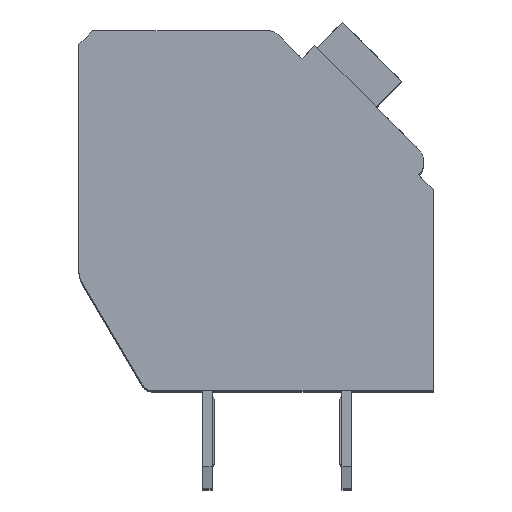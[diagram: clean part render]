
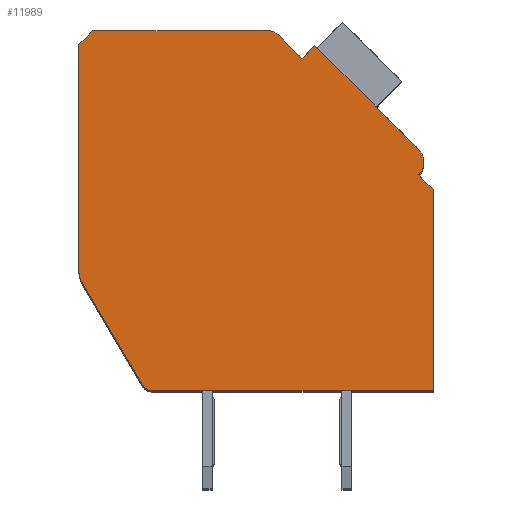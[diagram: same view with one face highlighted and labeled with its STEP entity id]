
A CAD part, top view. The second image highlights one B-rep face of the part: STEP entity #11989.
In plain terms, the highlighted planar face has unit normal (0, 0, 1).
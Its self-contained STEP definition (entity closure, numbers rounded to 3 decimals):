
#294=DIRECTION('',(0.,-1.,0.));
#295=VECTOR('',#294,8.053);
#296=CARTESIAN_POINT('',(-12.7,12.4,2.1));
#297=LINE('',#296,#295);
#298=DIRECTION('',(-0.707,-0.707,0.));
#299=VECTOR('',#298,0.707);
#300=CARTESIAN_POINT('',(-12.2,12.9,2.1));
#301=LINE('',#300,#299);
#302=DIRECTION('',(-1.,0.,0.));
#303=VECTOR('',#302,6.298);
#304=CARTESIAN_POINT('',(-5.902,12.9,2.1));
#305=LINE('',#304,#303);
#306=CARTESIAN_POINT('',(-5.902,12.4,2.1));
#307=DIRECTION('',(0.,0.,1.));
#308=DIRECTION('',(0.707,0.707,0.));
#309=AXIS2_PLACEMENT_3D('',#306,#307,#308);
#311=DIRECTION('',(-0.707,0.707,0.));
#312=VECTOR('',#311,1.197);
#313=CARTESIAN_POINT('',(-4.702,11.907,2.1));
#314=LINE('',#313,#312);
#315=DIRECTION('',(-0.707,-0.707,0.));
#316=VECTOR('',#315,0.65);
#317=CARTESIAN_POINT('',(-4.243,12.367,2.1));
#318=LINE('',#317,#316);
#319=DIRECTION('',(-0.707,0.707,0.));
#320=VECTOR('',#319,5.25);
#321=CARTESIAN_POINT('',(-0.53,8.655,2.1));
#322=LINE('',#321,#320);
#323=CARTESIAN_POINT('',(-0.99,8.195,2.1));
#324=DIRECTION('',(0.,0.,1.));
#325=DIRECTION('',(0.707,-0.707,0.));
#326=AXIS2_PLACEMENT_3D('',#323,#324,#325);
#328=DIRECTION('',(-0.707,0.707,0.));
#329=VECTOR('',#328,0.75);
#330=CARTESIAN_POINT('',(0.,7.205,2.1));
#331=LINE('',#330,#329);
#332=DIRECTION('',(0.,1.,0.));
#333=VECTOR('',#332,7.205);
#334=CARTESIAN_POINT('',(0.,0.,2.1));
#335=LINE('',#334,#333);
#336=DIRECTION('',(1.,0.,0.));
#337=VECTOR('',#336,10.014);
#338=CARTESIAN_POINT('',(-10.014,0.,2.1));
#339=LINE('',#338,#337);
#340=CARTESIAN_POINT('',(-10.014,0.5,2.1));
#341=DIRECTION('',(0.,0.,1.));
#342=DIRECTION('',(-0.862,-0.508,0.));
#343=AXIS2_PLACEMENT_3D('',#340,#341,#342);
#345=DIRECTION('',(0.508,-0.862,0.));
#346=VECTOR('',#345,4.17);
#347=CARTESIAN_POINT('',(-12.562,3.839,2.1));
#348=LINE('',#347,#346);
#349=CARTESIAN_POINT('',(-11.7,4.347,2.1));
#350=DIRECTION('',(0.,0.,1.));
#351=DIRECTION('',(-1.,0.,0.));
#352=AXIS2_PLACEMENT_3D('',#349,#350,#351);
#8974=CARTESIAN_POINT('',(-12.7,12.4,2.1));
#8975=CARTESIAN_POINT('',(-12.7,4.347,2.1));
#8976=VERTEX_POINT('',#8974);
#8977=VERTEX_POINT('',#8975);
#8978=CARTESIAN_POINT('',(-12.562,3.839,2.1));
#8979=VERTEX_POINT('',#8978);
#8980=CARTESIAN_POINT('',(-10.445,0.246,2.1));
#8981=VERTEX_POINT('',#8980);
#8982=CARTESIAN_POINT('',(-10.014,0.,2.1));
#8983=VERTEX_POINT('',#8982);
#8984=CARTESIAN_POINT('',(0.,0.,2.1));
#8985=VERTEX_POINT('',#8984);
#8986=CARTESIAN_POINT('',(0.,7.205,2.1));
#8987=VERTEX_POINT('',#8986);
#8988=CARTESIAN_POINT('',(-0.53,7.735,2.1));
#8989=VERTEX_POINT('',#8988);
#8990=CARTESIAN_POINT('',(-0.53,8.655,2.1));
#8991=VERTEX_POINT('',#8990);
#8992=CARTESIAN_POINT('',(-4.243,12.367,2.1));
#8993=VERTEX_POINT('',#8992);
#8994=CARTESIAN_POINT('',(-4.702,11.907,2.1));
#8995=VERTEX_POINT('',#8994);
#8996=CARTESIAN_POINT('',(-5.548,12.754,2.1));
#8997=VERTEX_POINT('',#8996);
#8998=CARTESIAN_POINT('',(-5.902,12.9,2.1));
#8999=VERTEX_POINT('',#8998);
#9000=CARTESIAN_POINT('',(-12.2,12.9,2.1));
#9001=VERTEX_POINT('',#9000);
#11956=CARTESIAN_POINT('',(0.,0.,2.1));
#11957=DIRECTION('',(0.,0.,1.));
#11958=DIRECTION('',(1.,0.,0.));
#11959=AXIS2_PLACEMENT_3D('',#11956,#11957,#11958);
#11960=PLANE('',#11959);
#11961=ORIENTED_EDGE('',*,*,#11709,.F.);
#11963=ORIENTED_EDGE('',*,*,#11962,.F.);
#11965=ORIENTED_EDGE('',*,*,#11964,.F.);
#11967=ORIENTED_EDGE('',*,*,#11966,.F.);
#11969=ORIENTED_EDGE('',*,*,#11968,.F.);
#11971=ORIENTED_EDGE('',*,*,#11970,.F.);
#11973=ORIENTED_EDGE('',*,*,#11972,.F.);
#11975=ORIENTED_EDGE('',*,*,#11974,.F.);
#11977=ORIENTED_EDGE('',*,*,#11976,.F.);
#11979=ORIENTED_EDGE('',*,*,#11978,.F.);
#11981=ORIENTED_EDGE('',*,*,#11980,.F.);
#11983=ORIENTED_EDGE('',*,*,#11982,.F.);
#11985=ORIENTED_EDGE('',*,*,#11984,.F.);
#11986=ORIENTED_EDGE('',*,*,#11814,.F.);
#11987=EDGE_LOOP('',(#11961,#11963,#11965,#11967,#11969,#11971,#11973,#11975,
#11977,#11979,#11981,#11983,#11985,#11986));
#11988=FACE_OUTER_BOUND('',#11987,.F.);
#310=CIRCLE('',#309,0.5);
#327=CIRCLE('',#326,0.65);
#344=CIRCLE('',#343,0.5);
#353=CIRCLE('',#352,1.);
#11709=EDGE_CURVE('',#8976,#8977,#297,.T.);
#11814=EDGE_CURVE('',#8977,#8979,#353,.T.);
#11962=EDGE_CURVE('',#9001,#8976,#301,.T.);
#11964=EDGE_CURVE('',#8999,#9001,#305,.T.);
#11966=EDGE_CURVE('',#8997,#8999,#310,.T.);
#11968=EDGE_CURVE('',#8995,#8997,#314,.T.);
#11970=EDGE_CURVE('',#8993,#8995,#318,.T.);
#11972=EDGE_CURVE('',#8991,#8993,#322,.T.);
#11974=EDGE_CURVE('',#8989,#8991,#327,.T.);
#11976=EDGE_CURVE('',#8987,#8989,#331,.T.);
#11978=EDGE_CURVE('',#8985,#8987,#335,.T.);
#11980=EDGE_CURVE('',#8983,#8985,#339,.T.);
#11982=EDGE_CURVE('',#8981,#8983,#344,.T.);
#11984=EDGE_CURVE('',#8979,#8981,#348,.T.);
#11989=ADVANCED_FACE('',(#11988),#11960,.T.);
